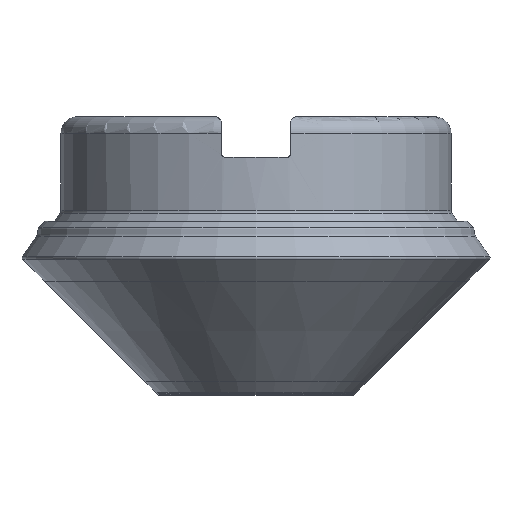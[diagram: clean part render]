
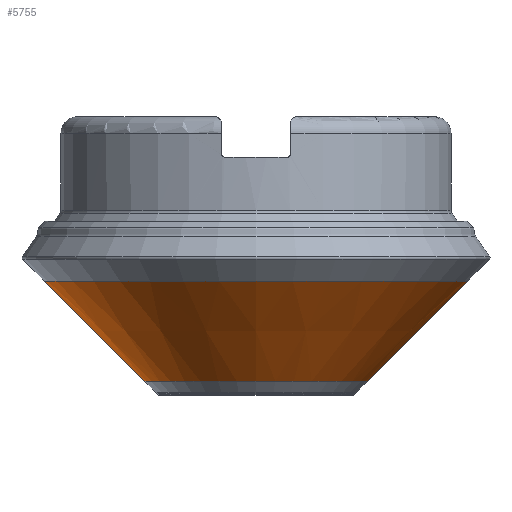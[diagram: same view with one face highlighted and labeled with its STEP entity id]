
A CAD part, left-side view. The second image highlights one B-rep face of the part: STEP entity #5755.
In plain terms, the highlighted conical face has half-angle 45.035 degrees and reference radius 28.977 mm.
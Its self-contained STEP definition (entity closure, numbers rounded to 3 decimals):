
#4108=CARTESIAN_POINT('',(0.,0.,47.505));
#4109=DIRECTION('',(0.,0.,-1.));
#4110=DIRECTION('',(0.,1.,0.));
#4111=AXIS2_PLACEMENT_3D('',#4108,#4109,#4110);
#4168=DIRECTION('',(0.,-0.708,0.707));
#4169=VECTOR('',#4168,25.473);
#4170=CARTESIAN_POINT('',(0.,37.988,29.503));
#4171=LINE('',#4170,#4169);
#4175=CARTESIAN_POINT('',(0.,0.,29.503));
#4176=DIRECTION('',(0.,0.,-1.));
#4177=DIRECTION('',(0.,1.,0.));
#4178=AXIS2_PLACEMENT_3D('',#4175,#4176,#4177);
#4183=DIRECTION('',(0.,0.708,0.707));
#4184=VECTOR('',#4183,25.473);
#4185=CARTESIAN_POINT('',(0.,-37.988,29.503));
#4186=LINE('',#4185,#4184);
#4221=CARTESIAN_POINT('',(0.,37.988,29.503));
#4265=CARTESIAN_POINT('',(0.,-37.988,29.503));
#4280=VERTEX_POINT('',#4221);
#4281=CARTESIAN_POINT('',(0.,19.965,47.505));
#4282=VERTEX_POINT('',#4281);
#4300=VERTEX_POINT('',#4265);
#4301=CARTESIAN_POINT('',(0.,-19.965,47.505));
#4302=VERTEX_POINT('',#4301);
#5743=CARTESIAN_POINT('',(0.,0.,38.504));
#5744=DIRECTION('',(0.,0.,-1.));
#5745=DIRECTION('',(0.,-1.,0.));
#5746=AXIS2_PLACEMENT_3D('',#5743,#5744,#5745);
#5747=CONICAL_SURFACE('',#5746,28.977,45.035);
#5748=ORIENTED_EDGE('',*,*,#5733,.F.);
#5750=ORIENTED_EDGE('',*,*,#5749,.T.);
#5751=ORIENTED_EDGE('',*,*,#5736,.T.);
#5752=ORIENTED_EDGE('',*,*,#5675,.F.);
#5753=EDGE_LOOP('',(#5748,#5750,#5751,#5752));
#5754=FACE_OUTER_BOUND('',#5753,.F.);
#4112=CIRCLE('',#4111,19.965);
#4179=CIRCLE('',#4178,37.988);
#5675=EDGE_CURVE('',#4282,#4302,#4112,.T.);
#5733=EDGE_CURVE('',#4280,#4282,#4171,.T.);
#5736=EDGE_CURVE('',#4300,#4302,#4186,.T.);
#5749=EDGE_CURVE('',#4280,#4300,#4179,.T.);
#5755=ADVANCED_FACE('',(#5754),#5747,.T.);
